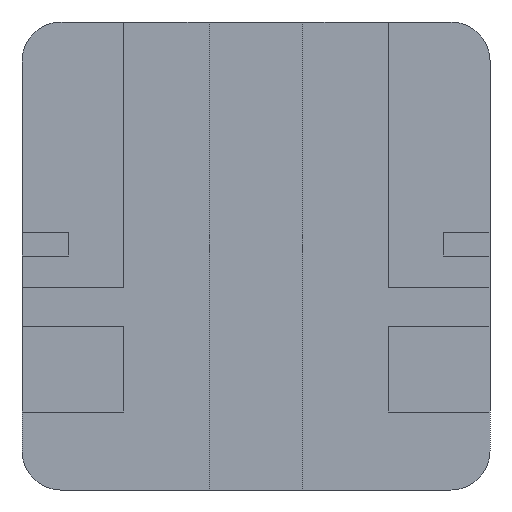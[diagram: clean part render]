
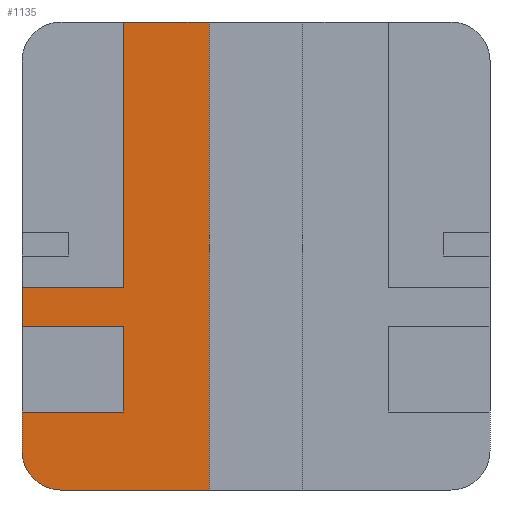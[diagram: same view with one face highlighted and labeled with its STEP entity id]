
A CAD part, front view. The second image highlights one B-rep face of the part: STEP entity #1135.
In plain terms, the highlighted planar face has unit normal (0, -1, 0).
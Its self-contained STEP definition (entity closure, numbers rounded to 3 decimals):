
#1039=CARTESIAN_POINT('',(0.0,0.0,0.0));
#1040=DIRECTION('',(0.0,1.0,0.0));
#1041=DIRECTION('',(0.0,-0.0,1.0));
#1042=AXIS2_PLACEMENT_3D('',#1039,#1040,#1041);
#1043=PLANE('',#1042);
#1044=CARTESIAN_POINT('',(-1.7,0.0,-2.0));
#1045=VERTEX_POINT('',#1044);
#1046=CARTESIAN_POINT('',(-3.0,0.0,-2.0));
#1047=VERTEX_POINT('',#1046);
#1048=CARTESIAN_POINT('',(-1.7,0.0,-2.0));
#1049=DIRECTION('',(-1.0,0.0,0.));
#1050=VECTOR('',#1049,1.3);
#1051=LINE('',#1048,#1050);
#1052=EDGE_CURVE('',#1045,#1047,#1051,.T.);
#1053=ORIENTED_EDGE('',*,*,#1052,.T.);
#1054=CARTESIAN_POINT('',(-3.0,0.0,-2.5));
#1055=VERTEX_POINT('',#1054);
#1056=CARTESIAN_POINT('',(-3.0,0.0,-2.5));
#1057=DIRECTION('',(0.,0.0,1.0));
#1058=VECTOR('',#1057,0.5);
#1059=LINE('',#1056,#1058);
#1060=EDGE_CURVE('',#1055,#1047,#1059,.T.);
#1061=ORIENTED_EDGE('',*,*,#1060,.F.);
#1062=CARTESIAN_POINT('',(-2.5,0.0,-3.0));
#1063=VERTEX_POINT('',#1062);
#1064=CARTESIAN_POINT('',(-2.5,0.0,-2.5));
#1065=DIRECTION('',(0.0,1.0,0.0));
#1066=DIRECTION('',(0.0,-0.0,1.0));
#1067=AXIS2_PLACEMENT_3D('',#1064,#1065,#1066);
#1068=CIRCLE('',#1067,0.5);
#1069=EDGE_CURVE('',#1063,#1055,#1068,.T.);
#1070=ORIENTED_EDGE('',*,*,#1069,.F.);
#1071=CARTESIAN_POINT('',(-0.6,-0.0,-3.0));
#1072=VERTEX_POINT('',#1071);
#1073=CARTESIAN_POINT('',(-2.5,0.0,-3.0));
#1074=DIRECTION('',(1.0,0.0,0.));
#1075=VECTOR('',#1074,1.9);
#1076=LINE('',#1073,#1075);
#1077=EDGE_CURVE('',#1063,#1072,#1076,.T.);
#1078=ORIENTED_EDGE('',*,*,#1077,.T.);
#1079=CARTESIAN_POINT('',(-0.6,0.0,3.0));
#1080=VERTEX_POINT('',#1079);
#1081=CARTESIAN_POINT('',(-0.6,0.0,-3.0));
#1082=DIRECTION('',(0.,0.0,1.0));
#1083=VECTOR('',#1082,6.0);
#1084=LINE('',#1081,#1083);
#1085=EDGE_CURVE('',#1072,#1080,#1084,.T.);
#1086=ORIENTED_EDGE('',*,*,#1085,.T.);
#1087=CARTESIAN_POINT('',(-1.7,0.0,3.0));
#1088=VERTEX_POINT('',#1087);
#1089=CARTESIAN_POINT('',(-1.7,0.0,3.0));
#1090=DIRECTION('',(1.0,0.0,-0.0));
#1091=VECTOR('',#1090,1.1);
#1092=LINE('',#1089,#1091);
#1093=EDGE_CURVE('',#1088,#1080,#1092,.T.);
#1094=ORIENTED_EDGE('',*,*,#1093,.F.);
#1095=CARTESIAN_POINT('',(-1.7,0.0,-0.4));
#1096=VERTEX_POINT('',#1095);
#1097=CARTESIAN_POINT('',(-1.7,0.0,3.0));
#1098=DIRECTION('',(0.,0.0,-1.0));
#1099=VECTOR('',#1098,3.4);
#1100=LINE('',#1097,#1099);
#1101=EDGE_CURVE('',#1088,#1096,#1100,.T.);
#1102=ORIENTED_EDGE('',*,*,#1101,.T.);
#1103=CARTESIAN_POINT('',(-3.0,0.0,-0.4));
#1104=VERTEX_POINT('',#1103);
#1105=CARTESIAN_POINT('',(-3.0,0.0,-0.4));
#1106=DIRECTION('',(1.0,0.0,0.));
#1107=VECTOR('',#1106,1.3);
#1108=LINE('',#1105,#1107);
#1109=EDGE_CURVE('',#1104,#1096,#1108,.T.);
#1110=ORIENTED_EDGE('',*,*,#1109,.F.);
#1111=CARTESIAN_POINT('',(-3.0,0.0,-0.9));
#1112=VERTEX_POINT('',#1111);
#1113=CARTESIAN_POINT('',(-3.0,0.0,-0.9));
#1114=DIRECTION('',(0.,0.0,1.0));
#1115=VECTOR('',#1114,0.5);
#1116=LINE('',#1113,#1115);
#1117=EDGE_CURVE('',#1112,#1104,#1116,.T.);
#1118=ORIENTED_EDGE('',*,*,#1117,.F.);
#1119=CARTESIAN_POINT('',(-1.7,0.0,-0.9));
#1120=VERTEX_POINT('',#1119);
#1121=CARTESIAN_POINT('',(-1.7,0.0,-0.9));
#1122=DIRECTION('',(-1.0,0.0,0.0));
#1123=VECTOR('',#1122,1.3);
#1124=LINE('',#1121,#1123);
#1125=EDGE_CURVE('',#1120,#1112,#1124,.T.);
#1126=ORIENTED_EDGE('',*,*,#1125,.F.);
#1127=CARTESIAN_POINT('',(-1.7,0.0,-0.9));
#1128=DIRECTION('',(0.,0.0,-1.0));
#1129=VECTOR('',#1128,1.1);
#1130=LINE('',#1127,#1129);
#1131=EDGE_CURVE('',#1120,#1045,#1130,.T.);
#1132=ORIENTED_EDGE('',*,*,#1131,.T.);
#1133=EDGE_LOOP('',(#1053,#1061,#1070,#1078,#1086,#1094,#1102,#1110,#1118,#1126,#1132));
#1134=FACE_BOUND('',#1133,.T.);
#1135=ADVANCED_FACE('',(#1134),#1043,.F.);
